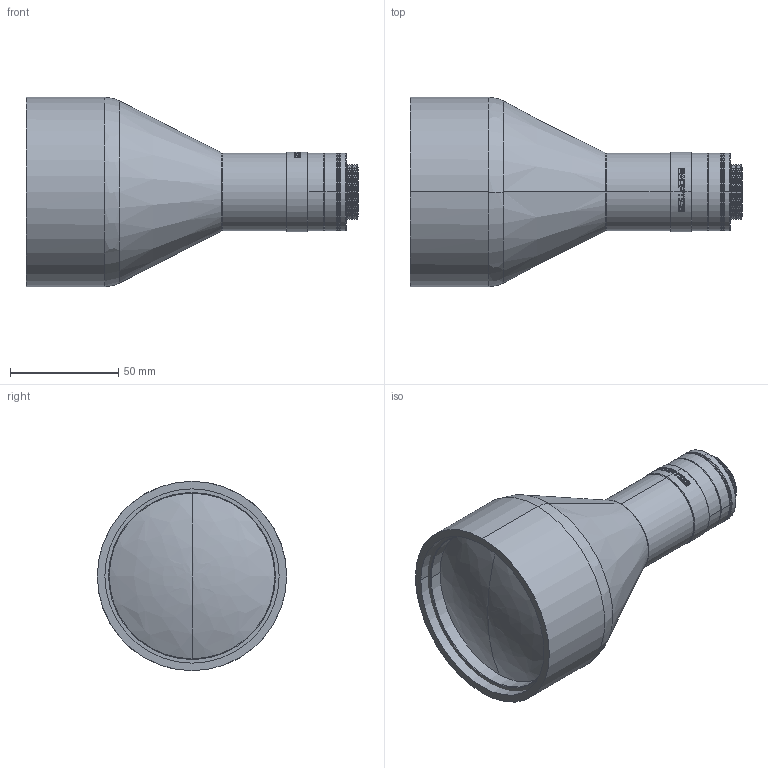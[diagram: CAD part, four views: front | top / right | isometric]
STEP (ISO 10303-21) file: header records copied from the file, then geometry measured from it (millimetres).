
FILE_DESCRIPTION (( 'STEP AP214' ), '1' );
FILE_NAME ('610006.STEP', '2019-10-24T01:47:59', ( '' ), ( '' ), 'SwSTEP 2.0', 'SolidWorks 2016', '' );
FILE_SCHEMA (( 'AUTOMOTIVE_DESIGN' ));
Length unit declared in the file: millimetre
Products named in the file (1): 610006
Bounding box: 153.23 x 87.4 x 87.4 mm (x, y, z)
Surface area: 52600.4 mm2 (no closed solid volume)
Topology: 0 solids, 8 shells, 453 faces, 1190 edges, 770 vertices
Faces by surface type: bspline 166, cylinder 113, plane 100, cone 74
Entity records: 16490 total; most frequent: CARTESIAN_POINT 6204, ORIENTED_EDGE 2356, DIRECTION 1606, EDGE_CURVE 1186, VERTEX_POINT 770, AXIS2_PLACEMENT_3D 670, B_SPLINE_CURVE_WITH_KNOTS 538, EDGE_LOOP 492
